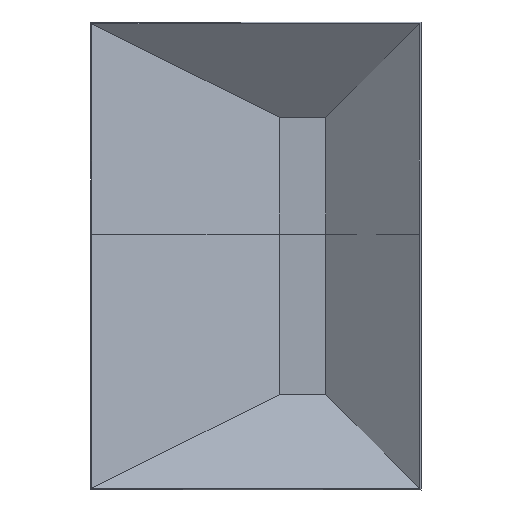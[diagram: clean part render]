
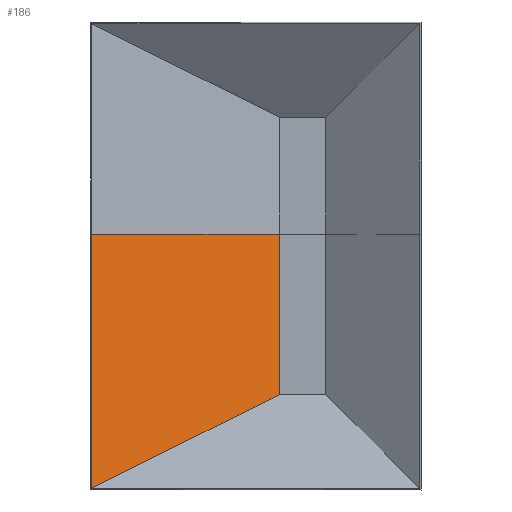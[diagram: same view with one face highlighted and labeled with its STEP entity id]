
A CAD part, front view. The second image highlights one B-rep face of the part: STEP entity #186.
In plain terms, the highlighted free-form (B-spline) face has degree [1, 1] with [2, 2] control points.
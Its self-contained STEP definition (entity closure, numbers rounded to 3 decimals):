
#186=ADVANCED_FACE($,(#338),#1763,.T.);
#338=FACE_OUTER_BOUND($,#502,.T.);
#502=EDGE_LOOP($,(#966,#967,#968,#969));
#966=ORIENTED_EDGE($,*,*,#1419,.T.);
#967=ORIENTED_EDGE($,*,*,#1415,.F.);
#968=ORIENTED_EDGE($,*,*,#1411,.T.);
#969=ORIENTED_EDGE($,*,*,#1420,.F.);
#1411=EDGE_CURVE($,#1655,#1654,#2025,.T.);
#1415=EDGE_CURVE($,#1655,#1660,#2029,.T.);
#1419=EDGE_CURVE($,#1659,#1660,#2033,.T.);
#1420=EDGE_CURVE($,#1659,#1654,#2034,.T.);
#1654=VERTEX_POINT($,#3771);
#1655=VERTEX_POINT($,#3772);
#1659=VERTEX_POINT($,#3776);
#1660=VERTEX_POINT($,#3777);
#1763=B_SPLINE_SURFACE_WITH_KNOTS($,1,1,((#3753,#3754),(#3755,#3756)),.UNSPECIFIED.,
.F.,.F.,.F.,(2,2),(2,2),(0.,427.2),(1050.,1400.),.UNSPECIFIED.);
#2025=B_SPLINE_CURVE_WITH_KNOTS($,3,(#3680,#3681,#3682,#3683),.UNSPECIFIED.,
.F.,.F.,(4,4),(482.328,954.027),.UNSPECIFIED.);
#2029=B_SPLINE_CURVE_WITH_KNOTS($,1,(#3694,#3695),.UNSPECIFIED.,.F.,.F.,
(2,2),(-902.509,-451.255),.UNSPECIFIED.);
#2033=B_SPLINE_CURVE_WITH_KNOTS($,3,(#3708,#3709,#3710,#3711),.UNSPECIFIED.,
.F.,.F.,(4,4),(-427.2,0.),.UNSPECIFIED.);
#2034=B_SPLINE_CURVE_WITH_KNOTS($,1,(#3712,#3713),.UNSPECIFIED.,.F.,.F.,
(2,2),(-585.422,-334.707),.UNSPECIFIED.);
#3680=CARTESIAN_POINT($,(1325.049,-150.,837.655));
#3681=CARTESIAN_POINT($,(1458.382,-100.,904.321));
#3682=CARTESIAN_POINT($,(1591.716,-50.,970.988));
#3683=CARTESIAN_POINT($,(1725.049,0.,1037.655));
#3694=CARTESIAN_POINT($,(1325.049,-150.,837.655));
#3695=CARTESIAN_POINT($,(1325.049,-150.,1381.));
#3708=CARTESIAN_POINT($,(1725.049,0.,1381.));
#3709=CARTESIAN_POINT($,(1591.716,-50.,1381.));
#3710=CARTESIAN_POINT($,(1458.382,-100.,1381.));
#3711=CARTESIAN_POINT($,(1325.049,-150.,1381.));
#3712=CARTESIAN_POINT($,(1725.049,0.,1381.));
#3713=CARTESIAN_POINT($,(1725.049,0.,1037.655));
#3753=CARTESIAN_POINT($,(1325.049,-150.,1381.));
#3754=CARTESIAN_POINT($,(1725.049,0.,1381.));
#3755=CARTESIAN_POINT($,(1325.049,-150.,837.655));
#3756=CARTESIAN_POINT($,(1725.049,0.,1037.655));
#3771=CARTESIAN_POINT($,(1725.049,0.,1037.655));
#3772=CARTESIAN_POINT($,(1325.049,-150.,837.655));
#3776=CARTESIAN_POINT($,(1725.049,0.,1381.));
#3777=CARTESIAN_POINT($,(1325.049,-150.,1381.));
